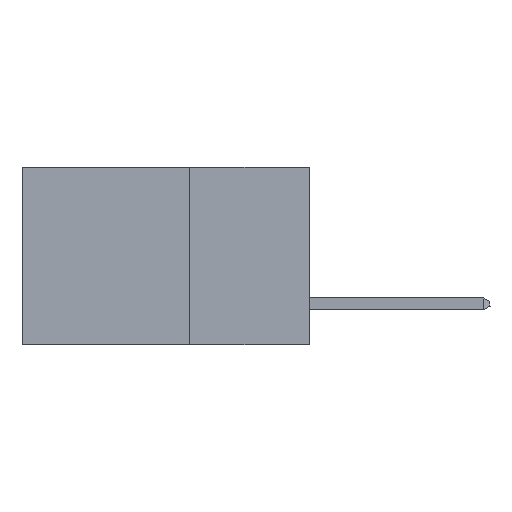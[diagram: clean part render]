
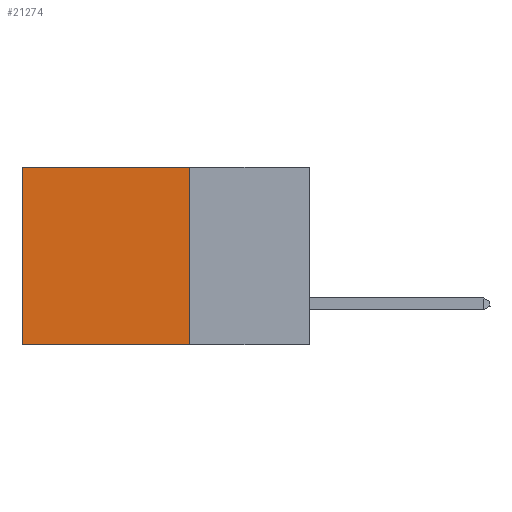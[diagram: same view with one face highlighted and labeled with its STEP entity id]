
A CAD part, left-side view. The second image highlights one B-rep face of the part: STEP entity #21274.
In plain terms, the highlighted planar face has unit normal (-1, 0, 0).
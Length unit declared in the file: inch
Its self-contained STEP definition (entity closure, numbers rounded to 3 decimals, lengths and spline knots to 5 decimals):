
#461 = VERTEX_POINT ( 'NONE', #17648 ) ;
#3216 = EDGE_LOOP ( 'NONE', ( #7087, #4191, #18082, #14531 ) ) ;
#4191 = ORIENTED_EDGE ( 'NONE', *, *, #5778, .F. ) ;
#4362 = LINE ( 'NONE', #18283, #6526 ) ;
#5778 = EDGE_CURVE ( 'NONE', #461, #20869, #10694, .T. ) ;
#6465 = EDGE_CURVE ( 'NONE', #13480, #20869, #11713, .T. ) ;
#6526 = VECTOR ( 'NONE', #15525, 39.37008 ) ;
#7087 = ORIENTED_EDGE ( 'NONE', *, *, #6465, .T. ) ;
#7612 = EDGE_CURVE ( 'NONE', #24291, #13480, #27761, .T. ) ;
#7960 = EDGE_CURVE ( 'NONE', #24291, #461, #4362, .T. ) ;
#8989 = CARTESIAN_POINT ( 'NONE',  ( 0.2875, 0.25, 0. ) ) ;
#9265 = DIRECTION ( 'NONE',  ( 0., 0., -1. ) ) ;
#9900 = DIRECTION ( 'NONE',  ( 0., 0., -1. ) ) ;
#10346 = CARTESIAN_POINT ( 'NONE',  ( 0.2875, 0.6, 0. ) ) ;
#10694 = LINE ( 'NONE', #22476, #24985 ) ;
#11562 = AXIS2_PLACEMENT_3D ( 'NONE', #8989, #27625, #9900 ) ;
#11713 = LINE ( 'NONE', #21065, #22077 ) ;
#13480 = VERTEX_POINT ( 'NONE', #10346 ) ;
#14531 = ORIENTED_EDGE ( 'NONE', *, *, #7612, .T. ) ;
#15525 = DIRECTION ( 'NONE',  ( 0., 0., -1. ) ) ;
#16169 = DIRECTION ( 'NONE',  ( 0., 1., 0. ) ) ;
#17648 = CARTESIAN_POINT ( 'NONE',  ( 0.2875, 0.25, -0.37 ) ) ;
#18007 = CARTESIAN_POINT ( 'NONE',  ( 0.2875, 0.25, 0. ) ) ;
#18082 = ORIENTED_EDGE ( 'NONE', *, *, #7960, .F. ) ;
#18283 = CARTESIAN_POINT ( 'NONE',  ( 0.2875, 0.25, 0. ) ) ;
#18651 = PLANE ( 'NONE',  #11562 ) ;
#18864 = CARTESIAN_POINT ( 'NONE',  ( 0.2875, 0.6, -0.37 ) ) ;
#20869 = VERTEX_POINT ( 'NONE', #18864 ) ;
#21065 = CARTESIAN_POINT ( 'NONE',  ( 0.2875, 0.6, 0. ) ) ;
#21274 = ADVANCED_FACE ( 'NONE', ( #29939 ), #18651, .F. ) ;
#21812 = CARTESIAN_POINT ( 'NONE',  ( 0.2875, 0.25, 0. ) ) ;
#22077 = VECTOR ( 'NONE', #9265, 39.37008 ) ;
#22476 = CARTESIAN_POINT ( 'NONE',  ( 0.2875, 0.25, -0.37 ) ) ;
#24291 = VERTEX_POINT ( 'NONE', #21812 ) ;
#24754 = DIRECTION ( 'NONE',  ( 0., 1., 0. ) ) ;
#24985 = VECTOR ( 'NONE', #24754, 39.37008 ) ;
#25990 = VECTOR ( 'NONE', #16169, 39.37008 ) ;
#27625 = DIRECTION ( 'NONE',  ( 1., 0., 0. ) ) ;
#27761 = LINE ( 'NONE', #18007, #25990 ) ;
#29939 = FACE_OUTER_BOUND ( 'NONE', #3216, .T. ) ;
